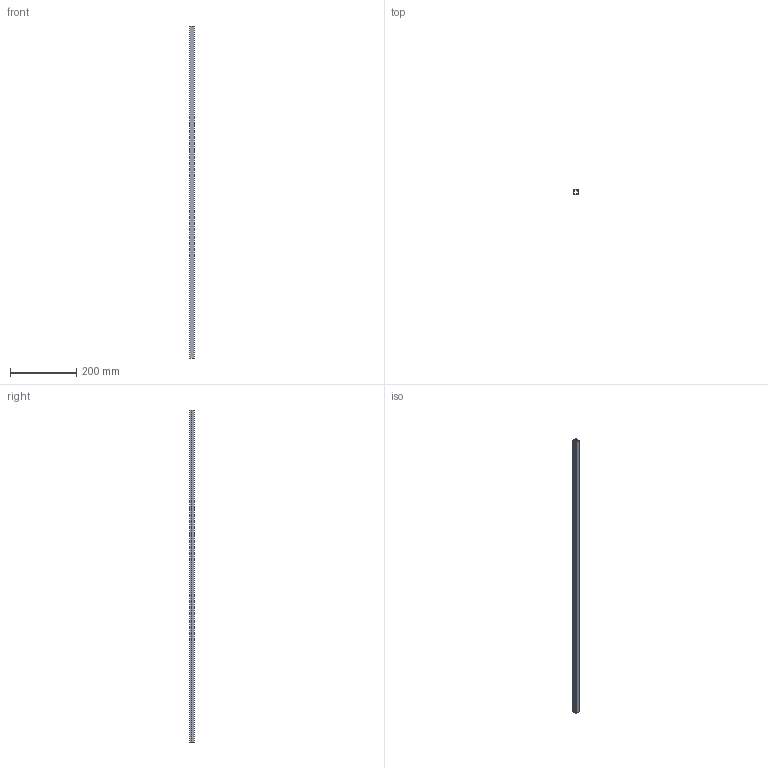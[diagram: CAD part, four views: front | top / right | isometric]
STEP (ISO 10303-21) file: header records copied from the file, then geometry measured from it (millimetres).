
FILE_DESCRIPTION (( 'STEP AP214' ), '1' );
FILE_NAME ('6024949.STEP', '2025-01-06T09:38:24', ( '' ), ( '' ), 'SwSTEP 2.0', 'SolidWorks 2024', '' );
FILE_SCHEMA (( 'AUTOMOTIVE_DESIGN' ));
Length unit declared in the file: millimetre
Products named in the file (3): WDK 01.002-043; 6024949; WDK 01.003-019
Assembly tree (2 placements, depth 2):
  6024949
    WDK 01.002-043
    WDK 01.003-019
Bounding box: 15 x 15 x 1000 mm (x, y, z)
Volume: 60994.3 mm3; surface area: 138046 mm2
Topology: 2 solids, 2 shells, 56 faces, 156 edges, 104 vertices
Faces by surface type: plane 36, cylinder 20
Entity records: 1888 total; most frequent: CARTESIAN_POINT 321, DIRECTION 318, ORIENTED_EDGE 312, EDGE_CURVE 156, LINE 116, VECTOR 116, VERTEX_POINT 104, AXIS2_PLACEMENT_3D 101
